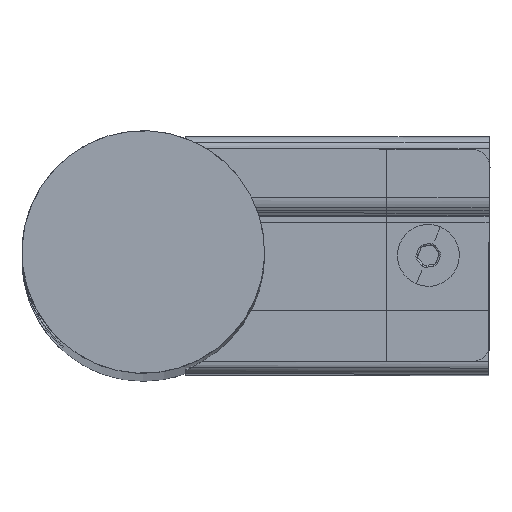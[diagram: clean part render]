
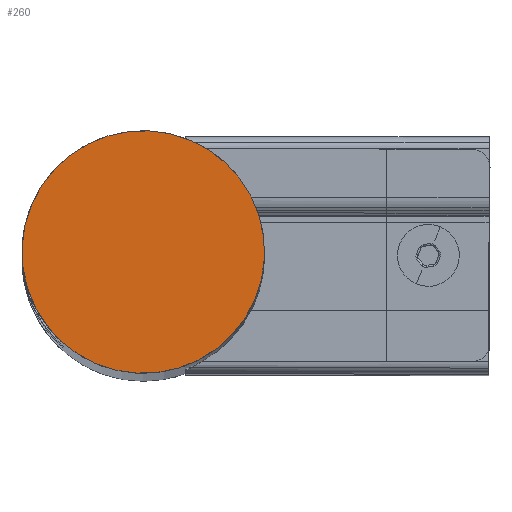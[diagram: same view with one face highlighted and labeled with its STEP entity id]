
A CAD part, top view. The second image highlights one B-rep face of the part: STEP entity #260.
In plain terms, the highlighted face is planar.
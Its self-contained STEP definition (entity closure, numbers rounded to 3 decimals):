
#68 = EDGE_CURVE ( 'NONE', #13907, #310, #12106, .T. ) ;
#260 = ADVANCED_FACE ( 'NONE', ( #273 ), #2530, .F. ) ;
#273 = FACE_OUTER_BOUND ( 'NONE', #21546, .T. ) ;
#310 = VERTEX_POINT ( 'NONE', #15248 ) ;
#439 = DIRECTION ( 'NONE',  ( 0., 1., 0. ) ) ;
#1175 = DIRECTION ( 'NONE',  ( 0., 0., 1. ) ) ;
#1519 = ORIENTED_EDGE ( 'NONE', *, *, #3172, .F. ) ;
#2530 = PLANE ( 'NONE',  #24844 ) ;
#3172 = EDGE_CURVE ( 'NONE', #310, #13907, #11748, .T. ) ;
#5790 = CARTESIAN_POINT ( 'NONE',  ( 0., 0., -20. ) ) ;
#6855 = CARTESIAN_POINT ( 'NONE',  ( 0., 0., 0. ) ) ;
#10611 = CARTESIAN_POINT ( 'NONE',  ( 0., 0., 0. ) ) ;
#11748 = CIRCLE ( 'NONE', #12038, 20. ) ;
#12038 = AXIS2_PLACEMENT_3D ( 'NONE', #6855, #21647, #1175 ) ;
#12106 = CIRCLE ( 'NONE', #18707, 20. ) ;
#13907 = VERTEX_POINT ( 'NONE', #5790 ) ;
#15248 = CARTESIAN_POINT ( 'NONE',  ( 0., 0., 20. ) ) ;
#15367 = DIRECTION ( 'NONE',  ( 0., 0., 1. ) ) ;
#17257 = DIRECTION ( 'NONE',  ( 0., 0., 1. ) ) ;
#18707 = AXIS2_PLACEMENT_3D ( 'NONE', #25753, #439, #15367 ) ;
#19034 = DIRECTION ( 'NONE',  ( 0., 1., 0. ) ) ;
#21546 = EDGE_LOOP ( 'NONE', ( #1519, #24797 ) ) ;
#21647 = DIRECTION ( 'NONE',  ( 0., 1., 0. ) ) ;
#24797 = ORIENTED_EDGE ( 'NONE', *, *, #68, .F. ) ;
#24844 = AXIS2_PLACEMENT_3D ( 'NONE', #10611, #19034, #17257 ) ;
#25753 = CARTESIAN_POINT ( 'NONE',  ( 0., 0., 0. ) ) ;
